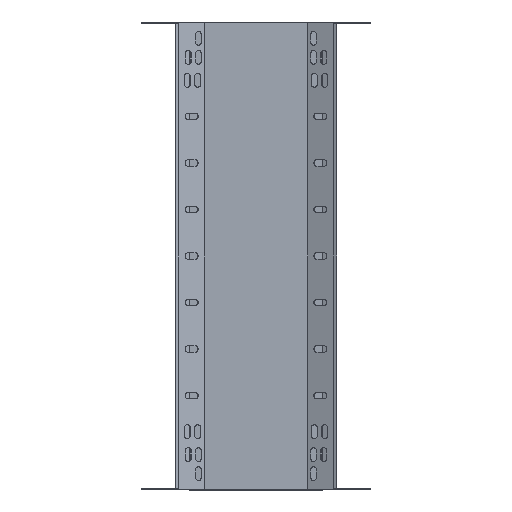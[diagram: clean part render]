
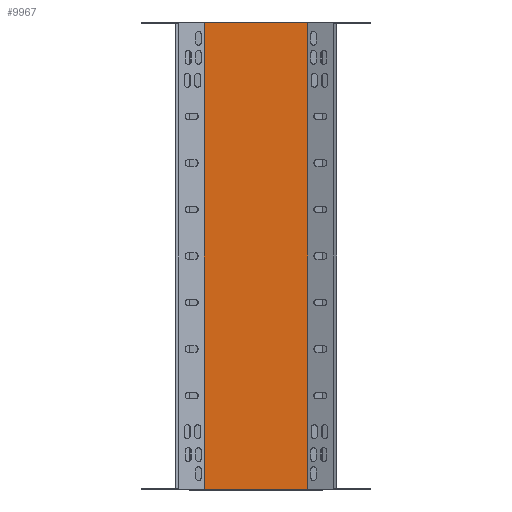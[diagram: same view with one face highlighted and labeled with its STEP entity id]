
A CAD part, front view. The second image highlights one B-rep face of the part: STEP entity #9967.
In plain terms, the highlighted planar face has unit normal (0, -1, 0).
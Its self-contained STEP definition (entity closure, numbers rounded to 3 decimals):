
#2 = VECTOR ( 'NONE', #7332, 1000. ) ;
#17 = AXIS2_PLACEMENT_3D ( 'NONE', #8540, #511, #6127 ) ;
#73 = CARTESIAN_POINT ( 'NONE',  ( -55.75, -81., -250.8 ) ) ;
#381 = CARTESIAN_POINT ( 'NONE',  ( -56.881, -81., -250.8 ) ) ;
#398 = EDGE_CURVE ( 'NONE', #5028, #3613, #4061, .T. ) ;
#511 = DIRECTION ( 'NONE',  ( 0., -1., 0. ) ) ;
#627 = ORIENTED_EDGE ( 'NONE', *, *, #398, .F. ) ;
#884 = CARTESIAN_POINT ( 'NONE',  ( 56.881, -81., 250.8 ) ) ;
#1175 = LINE ( 'NONE', #1341, #7869 ) ;
#1341 = CARTESIAN_POINT ( 'NONE',  ( 55.75, -81., -249. ) ) ;
#1448 = VERTEX_POINT ( 'NONE', #5229 ) ;
#1525 = EDGE_CURVE ( 'NONE', #1448, #9925, #1175, .T. ) ;
#1796 = EDGE_CURVE ( 'NONE', #5028, #1448, #2699, .T. ) ;
#2082 = CARTESIAN_POINT ( 'NONE',  ( 55.75, -81., 250.8 ) ) ;
#2160 = LINE ( 'NONE', #884, #2 ) ;
#2350 = DIRECTION ( 'NONE',  ( 0., 0., 1. ) ) ;
#2442 = ORIENTED_EDGE ( 'NONE', *, *, #7963, .T. ) ;
#2699 = LINE ( 'NONE', #381, #4574 ) ;
#3613 = VERTEX_POINT ( 'NONE', #5342 ) ;
#3713 = EDGE_LOOP ( 'NONE', ( #627, #9947, #6415, #2442 ) ) ;
#4061 = LINE ( 'NONE', #6329, #10235 ) ;
#4574 = VECTOR ( 'NONE', #7634, 1000. ) ;
#5007 = FACE_OUTER_BOUND ( 'NONE', #3713, .T. ) ;
#5028 = VERTEX_POINT ( 'NONE', #73 ) ;
#5229 = CARTESIAN_POINT ( 'NONE',  ( 55.75, -81., -250.8 ) ) ;
#5342 = CARTESIAN_POINT ( 'NONE',  ( -55.75, -81., 250.8 ) ) ;
#6127 = DIRECTION ( 'NONE',  ( -1., 0., 0. ) ) ;
#6329 = CARTESIAN_POINT ( 'NONE',  ( -55.75, -81., -249. ) ) ;
#6415 = ORIENTED_EDGE ( 'NONE', *, *, #1525, .T. ) ;
#6966 = DIRECTION ( 'NONE',  ( 0., 0., 1. ) ) ;
#7332 = DIRECTION ( 'NONE',  ( -1., 0., 0. ) ) ;
#7634 = DIRECTION ( 'NONE',  ( 1., 0., 0. ) ) ;
#7869 = VECTOR ( 'NONE', #6966, 1000. ) ;
#7963 = EDGE_CURVE ( 'NONE', #9925, #3613, #2160, .T. ) ;
#8540 = CARTESIAN_POINT ( 'NONE',  ( -55.75, -81., -249. ) ) ;
#9317 = PLANE ( 'NONE',  #17 ) ;
#9925 = VERTEX_POINT ( 'NONE', #2082 ) ;
#9947 = ORIENTED_EDGE ( 'NONE', *, *, #1796, .T. ) ;
#9967 = ADVANCED_FACE ( 'NONE', ( #5007 ), #9317, .T. ) ;
#10235 = VECTOR ( 'NONE', #2350, 1000. ) ;
